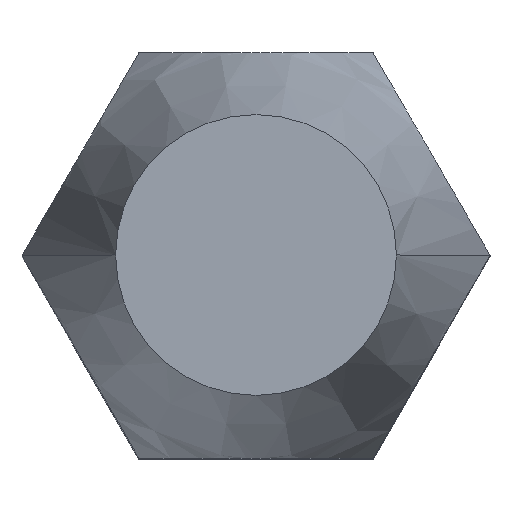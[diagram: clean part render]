
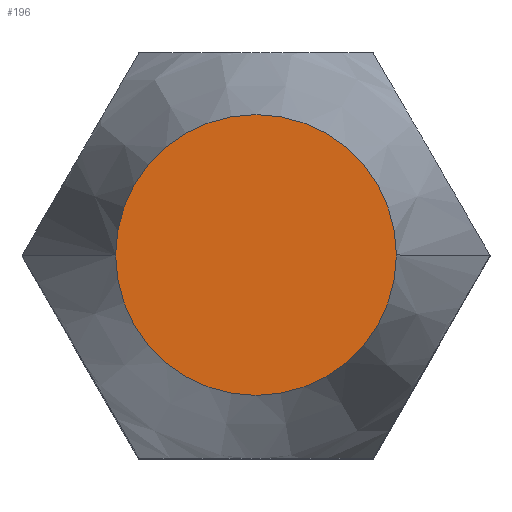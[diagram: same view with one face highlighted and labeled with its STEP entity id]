
A CAD part, top view. The second image highlights one B-rep face of the part: STEP entity #196.
In plain terms, the highlighted planar face has unit normal (0, 0, 1).
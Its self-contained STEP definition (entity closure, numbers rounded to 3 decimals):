
#158=VERTEX_POINT('',#431);
#196=ADVANCED_FACE('',(#478),#479,.T.);
#198=VERTEX_POINT('',#481);
#236=EDGE_CURVE('',#198,#158,#522,.T.);
#388=EDGE_CURVE('',#158,#198,#685,.T.);
#431=CARTESIAN_POINT('',(-4.5,0.,30.0));
#478=FACE_OUTER_BOUND('',#779,.T.);
#479=PLANE('',#780);
#481=CARTESIAN_POINT('',(4.5,0.,30.0));
#522=CIRCLE('',#838,4.5);
#685=CIRCLE('',#1102,4.5);
#779=EDGE_LOOP('',(#1255,#1256));
#780=AXIS2_PLACEMENT_3D('',#1257,#1258,#1259);
#838=AXIS2_PLACEMENT_3D('',#1309,#1310,#1311);
#1102=AXIS2_PLACEMENT_3D('',#1461,#1462,#1463);
#1255=ORIENTED_EDGE('',*,*,#388,.T.);
#1256=ORIENTED_EDGE('',*,*,#236,.T.);
#1257=CARTESIAN_POINT('',(-2.25,0.,30.0));
#1258=DIRECTION('',(0.0,0.0,1.0));
#1259=DIRECTION('',(-1.0,0.,0.0));
#1309=CARTESIAN_POINT('',(0.,0.,30.0));
#1310=DIRECTION('',(0.0,0.0,1.0));
#1311=DIRECTION('',(-1.0,0.,0.0));
#1461=CARTESIAN_POINT('',(0.,0.,30.0));
#1462=DIRECTION('',(0.0,0.0,1.0));
#1463=DIRECTION('',(-1.0,0.,0.0));
